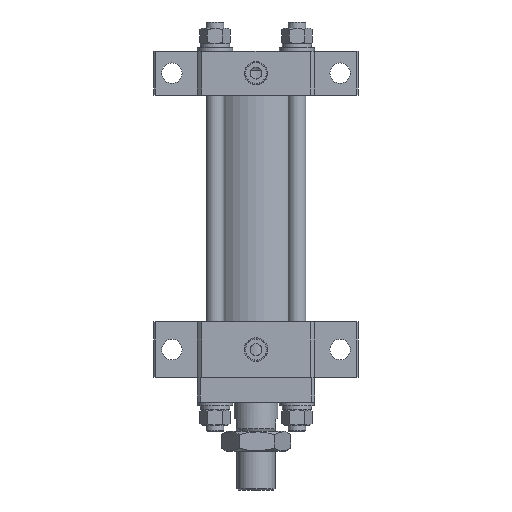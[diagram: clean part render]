
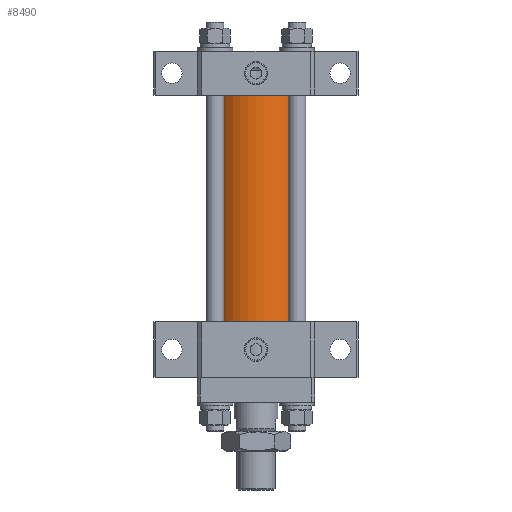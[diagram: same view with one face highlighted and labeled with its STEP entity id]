
A CAD part, front view. The second image highlights one B-rep face of the part: STEP entity #8490.
In plain terms, the highlighted cylindrical face has radius 32 mm (diameter 64 mm), a partial arc.
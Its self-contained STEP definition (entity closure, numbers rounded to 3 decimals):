
#583 = FACE_OUTER_BOUND ( 'NONE', #7427, .T. ) ;
#591 = CYLINDRICAL_SURFACE ( 'NONE', #4759, 32. ) ;
#2292 = DIRECTION ( 'NONE',  ( 0., 0., -1. ) ) ;
#2293 = CARTESIAN_POINT ( 'NONE',  ( 32., 0., 155. ) ) ;
#2297 = CARTESIAN_POINT ( 'NONE',  ( -32., 0., 155. ) ) ;
#2298 = DIRECTION ( 'NONE',  ( 0., 0., -1. ) ) ;
#2305 = CARTESIAN_POINT ( 'NONE',  ( 0., 0., 155. ) ) ;
#2306 = DIRECTION ( 'NONE',  ( 0., 0., 1. ) ) ;
#2307 = DIRECTION ( 'NONE',  ( 1., 0., 0. ) ) ;
#2313 = CARTESIAN_POINT ( 'NONE',  ( 0., 0., 0. ) ) ;
#2314 = DIRECTION ( 'NONE',  ( 0., 0., 1. ) ) ;
#2315 = DIRECTION ( 'NONE',  ( 1., 0., 0. ) ) ;
#2807 = AXIS2_PLACEMENT_3D ( 'NONE', #2313, #2314, #2315 ) ;
#3517 = LINE ( 'NONE', #2293, #3525 ) ;
#3525 = VECTOR ( 'NONE', #2298, 1000. ) ;
#3526 = LINE ( 'NONE', #2297, #3528 ) ;
#3528 = VECTOR ( 'NONE', #2292, 1000. ) ;
#3529 = CIRCLE ( 'NONE', #4443, 32. ) ;
#3531 = CIRCLE ( 'NONE', #2807, 32. ) ;
#4443 = AXIS2_PLACEMENT_3D ( 'NONE', #2305, #2306, #2307 ) ;
#4759 = AXIS2_PLACEMENT_3D ( 'NONE', #5439, #5437, #5435 ) ;
#5435 = DIRECTION ( 'NONE',  ( -1., 0., 0. ) ) ;
#5437 = DIRECTION ( 'NONE',  ( 0., 0., -1. ) ) ;
#5439 = CARTESIAN_POINT ( 'NONE',  ( 0., 0., 155. ) ) ;
#6255 = EDGE_CURVE ( 'NONE', #6859, #6857, #3517, .T. ) ;
#6257 = EDGE_CURVE ( 'NONE', #6861, #6856, #3526, .T. ) ;
#6259 = EDGE_CURVE ( 'NONE', #6861, #6859, #3529, .T. ) ;
#6261 = EDGE_CURVE ( 'NONE', #6856, #6857, #3531, .T. ) ;
#6856 = VERTEX_POINT ( 'NONE', #7780 ) ;
#6857 = VERTEX_POINT ( 'NONE', #7781 ) ;
#6859 = VERTEX_POINT ( 'NONE', #7783 ) ;
#6861 = VERTEX_POINT ( 'NONE', #7785 ) ;
#7427 = EDGE_LOOP ( 'NONE', ( #8334, #8335, #8336, #8337 ) ) ;
#7780 = CARTESIAN_POINT ( 'NONE',  ( -32., 0., 0. ) ) ;
#7781 = CARTESIAN_POINT ( 'NONE',  ( 32., 0., 0. ) ) ;
#7783 = CARTESIAN_POINT ( 'NONE',  ( 32., 0., 155. ) ) ;
#7785 = CARTESIAN_POINT ( 'NONE',  ( -32., 0., 155. ) ) ;
#8334 = ORIENTED_EDGE ( 'NONE', *, *, #6255, .F. ) ;
#8335 = ORIENTED_EDGE ( 'NONE', *, *, #6259, .F. ) ;
#8336 = ORIENTED_EDGE ( 'NONE', *, *, #6257, .T. ) ;
#8337 = ORIENTED_EDGE ( 'NONE', *, *, #6261, .T. ) ;
#8490 = ADVANCED_FACE ( 'NONE', ( #583 ), #591, .T. ) ;
